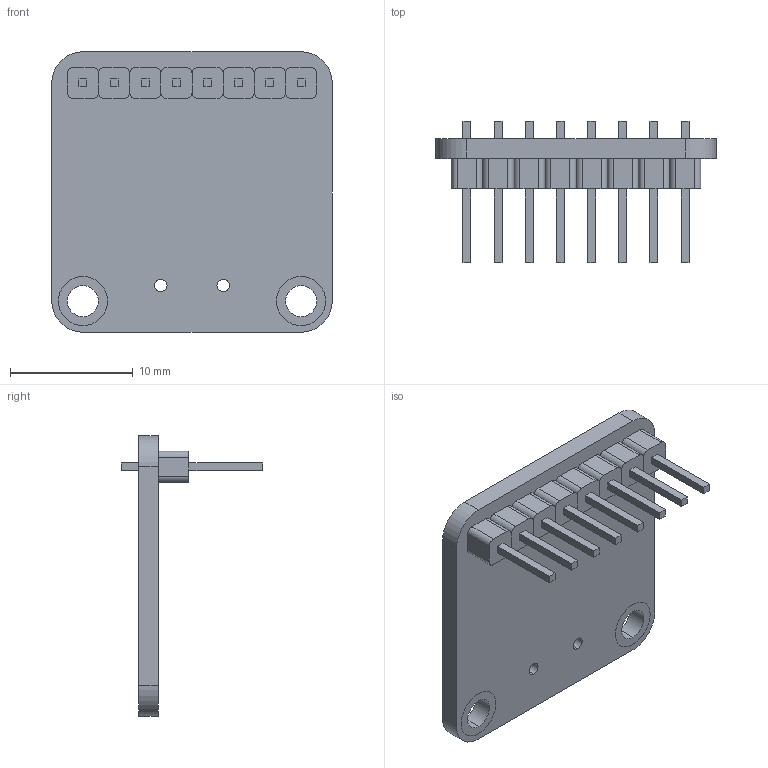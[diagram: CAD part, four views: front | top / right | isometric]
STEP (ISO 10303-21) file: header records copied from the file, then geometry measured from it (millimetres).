
FILE_DESCRIPTION (( 'STEP AP214' ), '1' );
FILE_NAME ('Adafruit INA260.STEP', '2023-10-24T01:59:21', ( '' ), ( '' ), 'SwSTEP 2.0', 'SolidWorks 2023', '' );
FILE_SCHEMA (( 'AUTOMOTIVE_DESIGN' ));
Length unit declared in the file: millimetre
Products named in the file (1): Adafruit INA260
Bounding box: 22.86 x 11.5 x 22.86 mm (x, y, z)
Volume: 953.2 mm3; surface area: 1686.6 mm2
Topology: 9 solids, 9 shells, 216 faces, 536 edges, 376 vertices
Faces by surface type: plane 156, cylinder 60
Entity records: 6651 total; most frequent: DIRECTION 1130, CARTESIAN_POINT 1129, ORIENTED_EDGE 1072, EDGE_CURVE 536, AXIS2_PLACEMENT_3D 377, LINE 376, VECTOR 376, VERTEX_POINT 376
